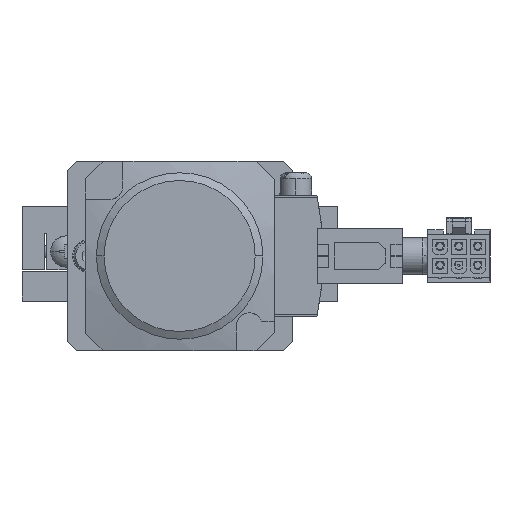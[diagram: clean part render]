
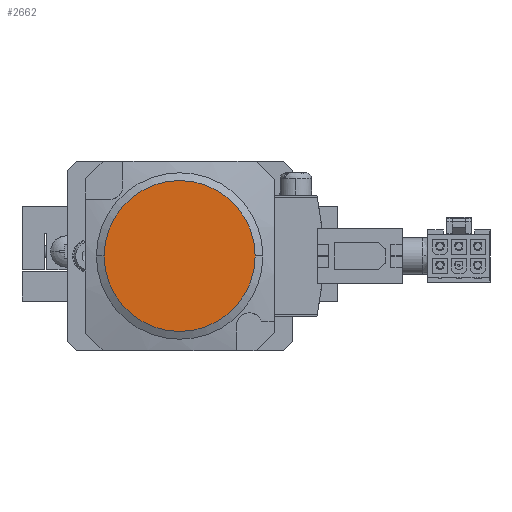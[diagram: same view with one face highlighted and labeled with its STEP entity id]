
A CAD part, left-side view. The second image highlights one B-rep face of the part: STEP entity #2662.
In plain terms, the highlighted planar face has unit normal (-1, 0, 0).
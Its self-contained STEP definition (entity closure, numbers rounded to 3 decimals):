
#2662=ADVANCED_FACE('',(#27480),#27479,.F.);
#27479=PLANE('',#44073);
#27480=FACE_OUTER_BOUND('',#44074,.T.);
#44070=CARTESIAN_POINT('',(-166.5,-38.525,44.814));
#44071=DIRECTION('',(1.,0.,0.));
#44072=DIRECTION('',(0.,0.,-1.));
#44073=AXIS2_PLACEMENT_3D('',#44070,#44071,#44072);
#44074=EDGE_LOOP('',(#56100,#56101));
#56100=ORIENTED_EDGE('',*,*,#62242,.F.);
#56101=ORIENTED_EDGE('',*,*,#62243,.F.);
#62242=EDGE_CURVE('',#101037,#101038,#101039,.T.);
#62243=EDGE_CURVE('',#101038,#101037,#101045,.T.);
#101037=VERTEX_POINT('',#125530);
#101038=VERTEX_POINT('',#125531);
#101039=CIRCLE('',#125535,16.75);
#101045=CIRCLE('',#125539,16.75);
#125530=CARTESIAN_POINT('',(-166.5,-16.75,10.));
#125531=CARTESIAN_POINT('',(-166.5,16.75,10.));
#125532=CARTESIAN_POINT('',(-166.5,0.,10.));
#125533=DIRECTION('',(1.,0.,0.));
#125534=DIRECTION('',(0.,1.,0.));
#125535=AXIS2_PLACEMENT_3D('',#125532,#125533,#125534);
#125536=CARTESIAN_POINT('',(-166.5,0.,10.));
#125537=DIRECTION('',(1.,0.,0.));
#125538=DIRECTION('',(0.,1.,0.));
#125539=AXIS2_PLACEMENT_3D('',#125536,#125537,#125538);
